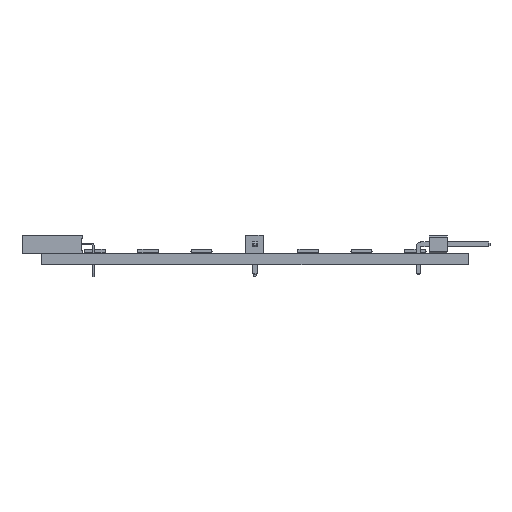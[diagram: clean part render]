
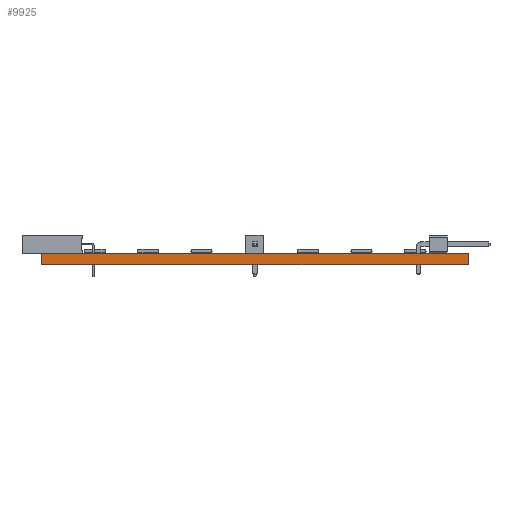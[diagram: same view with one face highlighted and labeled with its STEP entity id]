
A CAD part, front view. The second image highlights one B-rep face of the part: STEP entity #9925.
In plain terms, the highlighted planar face has unit normal (0, -1, 0).
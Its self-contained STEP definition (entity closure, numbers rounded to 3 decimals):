
#9925 = ADVANCED_FACE('',(#9926),#9940,.T.);
#9926 = FACE_BOUND('',#9927,.T.);
#9927 = EDGE_LOOP('',(#9928,#9963,#9991,#10019));
#9928 = ORIENTED_EDGE('',*,*,#9929,.T.);
#9929 = EDGE_CURVE('',#9930,#9932,#9934,.T.);
#9930 = VERTEX_POINT('',#9931);
#9931 = CARTESIAN_POINT('',(85.,-85.,0.));
#9932 = VERTEX_POINT('',#9933);
#9933 = CARTESIAN_POINT('',(85.,-85.,1.58));
#9934 = SURFACE_CURVE('',#9935,(#9939,#9951),.PCURVE_S1.);
#9935 = LINE('',#9936,#9937);
#9936 = CARTESIAN_POINT('',(85.,-85.,0.));
#9937 = VECTOR('',#9938,1.);
#9938 = DIRECTION('',(0.,0.,1.));
#9939 = PCURVE('',#9940,#9945);
#9940 = PLANE('',#9941);
#9941 = AXIS2_PLACEMENT_3D('',#9942,#9943,#9944);
#9942 = CARTESIAN_POINT('',(85.,-85.,0.));
#9943 = DIRECTION('',(0.,-1.,0.));
#9944 = DIRECTION('',(-1.,0.,0.));
#9945 = DEFINITIONAL_REPRESENTATION('',(#9946),#9950);
#9946 = LINE('',#9947,#9948);
#9947 = CARTESIAN_POINT('',(0.,-0.));
#9948 = VECTOR('',#9949,1.);
#9949 = DIRECTION('',(0.,-1.));
#9950 = ( GEOMETRIC_REPRESENTATION_CONTEXT(2) 
PARAMETRIC_REPRESENTATION_CONTEXT() REPRESENTATION_CONTEXT('2D SPACE',''
  ) );
#9951 = PCURVE('',#9952,#9957);
#9952 = PLANE('',#9953);
#9953 = AXIS2_PLACEMENT_3D('',#9954,#9955,#9956);
#9954 = CARTESIAN_POINT('',(85.,-25.,0.));
#9955 = DIRECTION('',(1.,0.,-0.));
#9956 = DIRECTION('',(0.,-1.,0.));
#9957 = DEFINITIONAL_REPRESENTATION('',(#9958),#9962);
#9958 = LINE('',#9959,#9960);
#9959 = CARTESIAN_POINT('',(60.,0.));
#9960 = VECTOR('',#9961,1.);
#9961 = DIRECTION('',(0.,-1.));
#9962 = ( GEOMETRIC_REPRESENTATION_CONTEXT(2) 
PARAMETRIC_REPRESENTATION_CONTEXT() REPRESENTATION_CONTEXT('2D SPACE',''
  ) );
#9963 = ORIENTED_EDGE('',*,*,#9964,.T.);
#9964 = EDGE_CURVE('',#9932,#9965,#9967,.T.);
#9965 = VERTEX_POINT('',#9966);
#9966 = CARTESIAN_POINT('',(25.,-85.,1.58));
#9967 = SURFACE_CURVE('',#9968,(#9972,#9979),.PCURVE_S1.);
#9968 = LINE('',#9969,#9970);
#9969 = CARTESIAN_POINT('',(85.,-85.,1.58));
#9970 = VECTOR('',#9971,1.);
#9971 = DIRECTION('',(-1.,0.,0.));
#9972 = PCURVE('',#9940,#9973);
#9973 = DEFINITIONAL_REPRESENTATION('',(#9974),#9978);
#9974 = LINE('',#9975,#9976);
#9975 = CARTESIAN_POINT('',(0.,-1.58));
#9976 = VECTOR('',#9977,1.);
#9977 = DIRECTION('',(1.,0.));
#9978 = ( GEOMETRIC_REPRESENTATION_CONTEXT(2) 
PARAMETRIC_REPRESENTATION_CONTEXT() REPRESENTATION_CONTEXT('2D SPACE',''
  ) );
#9979 = PCURVE('',#9980,#9985);
#9980 = PLANE('',#9981);
#9981 = AXIS2_PLACEMENT_3D('',#9982,#9983,#9984);
#9982 = CARTESIAN_POINT('',(55.,-55.,1.58));
#9983 = DIRECTION('',(-0.,-0.,-1.));
#9984 = DIRECTION('',(-1.,0.,0.));
#9985 = DEFINITIONAL_REPRESENTATION('',(#9986),#9990);
#9986 = LINE('',#9987,#9988);
#9987 = CARTESIAN_POINT('',(-30.,-30.));
#9988 = VECTOR('',#9989,1.);
#9989 = DIRECTION('',(1.,0.));
#9990 = ( GEOMETRIC_REPRESENTATION_CONTEXT(2) 
PARAMETRIC_REPRESENTATION_CONTEXT() REPRESENTATION_CONTEXT('2D SPACE',''
  ) );
#9991 = ORIENTED_EDGE('',*,*,#9992,.F.);
#9992 = EDGE_CURVE('',#9993,#9965,#9995,.T.);
#9993 = VERTEX_POINT('',#9994);
#9994 = CARTESIAN_POINT('',(25.,-85.,0.));
#9995 = SURFACE_CURVE('',#9996,(#10000,#10007),.PCURVE_S1.);
#9996 = LINE('',#9997,#9998);
#9997 = CARTESIAN_POINT('',(25.,-85.,0.));
#9998 = VECTOR('',#9999,1.);
#9999 = DIRECTION('',(0.,0.,1.));
#10000 = PCURVE('',#9940,#10001);
#10001 = DEFINITIONAL_REPRESENTATION('',(#10002),#10006);
#10002 = LINE('',#10003,#10004);
#10003 = CARTESIAN_POINT('',(60.,0.));
#10004 = VECTOR('',#10005,1.);
#10005 = DIRECTION('',(0.,-1.));
#10006 = ( GEOMETRIC_REPRESENTATION_CONTEXT(2) 
PARAMETRIC_REPRESENTATION_CONTEXT() REPRESENTATION_CONTEXT('2D SPACE',''
  ) );
#10007 = PCURVE('',#10008,#10013);
#10008 = PLANE('',#10009);
#10009 = AXIS2_PLACEMENT_3D('',#10010,#10011,#10012);
#10010 = CARTESIAN_POINT('',(25.,-85.,0.));
#10011 = DIRECTION('',(-1.,0.,0.));
#10012 = DIRECTION('',(0.,1.,0.));
#10013 = DEFINITIONAL_REPRESENTATION('',(#10014),#10018);
#10014 = LINE('',#10015,#10016);
#10015 = CARTESIAN_POINT('',(0.,0.));
#10016 = VECTOR('',#10017,1.);
#10017 = DIRECTION('',(0.,-1.));
#10018 = ( GEOMETRIC_REPRESENTATION_CONTEXT(2) 
PARAMETRIC_REPRESENTATION_CONTEXT() REPRESENTATION_CONTEXT('2D SPACE',''
  ) );
#10019 = ORIENTED_EDGE('',*,*,#10020,.F.);
#10020 = EDGE_CURVE('',#9930,#9993,#10021,.T.);
#10021 = SURFACE_CURVE('',#10022,(#10026,#10033),.PCURVE_S1.);
#10022 = LINE('',#10023,#10024);
#10023 = CARTESIAN_POINT('',(85.,-85.,0.));
#10024 = VECTOR('',#10025,1.);
#10025 = DIRECTION('',(-1.,0.,0.));
#10026 = PCURVE('',#9940,#10027);
#10027 = DEFINITIONAL_REPRESENTATION('',(#10028),#10032);
#10028 = LINE('',#10029,#10030);
#10029 = CARTESIAN_POINT('',(0.,-0.));
#10030 = VECTOR('',#10031,1.);
#10031 = DIRECTION('',(1.,0.));
#10032 = ( GEOMETRIC_REPRESENTATION_CONTEXT(2) 
PARAMETRIC_REPRESENTATION_CONTEXT() REPRESENTATION_CONTEXT('2D SPACE',''
  ) );
#10033 = PCURVE('',#10034,#10039);
#10034 = PLANE('',#10035);
#10035 = AXIS2_PLACEMENT_3D('',#10036,#10037,#10038);
#10036 = CARTESIAN_POINT('',(55.,-55.,0.));
#10037 = DIRECTION('',(-0.,-0.,-1.));
#10038 = DIRECTION('',(-1.,0.,0.));
#10039 = DEFINITIONAL_REPRESENTATION('',(#10040),#10044);
#10040 = LINE('',#10041,#10042);
#10041 = CARTESIAN_POINT('',(-30.,-30.));
#10042 = VECTOR('',#10043,1.);
#10043 = DIRECTION('',(1.,0.));
#10044 = ( GEOMETRIC_REPRESENTATION_CONTEXT(2) 
PARAMETRIC_REPRESENTATION_CONTEXT() REPRESENTATION_CONTEXT('2D SPACE',''
  ) );
